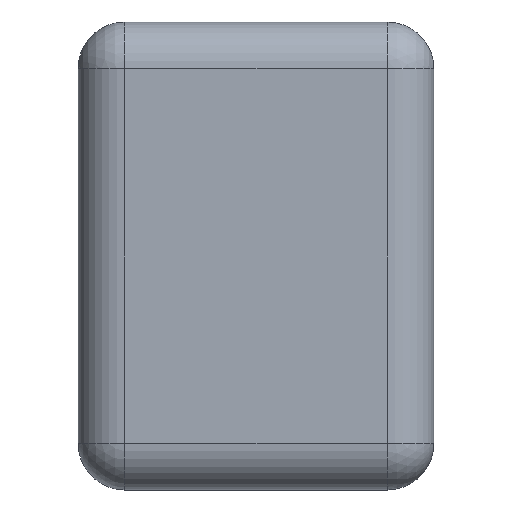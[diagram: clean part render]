
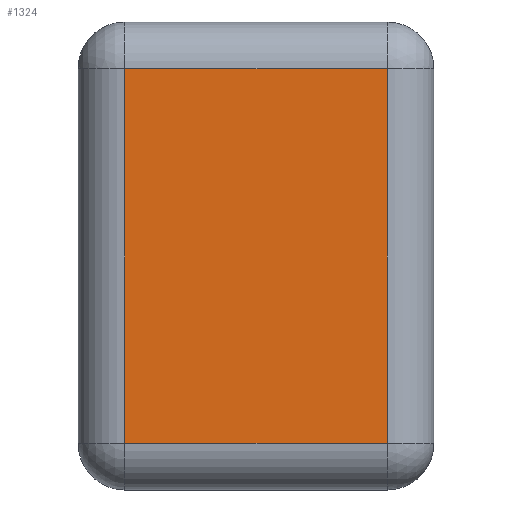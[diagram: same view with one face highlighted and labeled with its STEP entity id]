
A CAD part, left-side view. The second image highlights one B-rep face of the part: STEP entity #1324.
In plain terms, the highlighted planar face has unit normal (-1, 0, 0).
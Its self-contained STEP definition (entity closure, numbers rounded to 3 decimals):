
#554 = DIRECTION ( 'NONE',  ( 0., 0., 1. ) ) ;
#555 = VECTOR ( 'NONE', #554, 1000. ) ;
#556 = CARTESIAN_POINT ( 'NONE',  ( -0.5, 0.05, 0.25 ) ) ;
#557 = LINE ( 'NONE', #556, #555 ) ;
#559 = CARTESIAN_POINT ( 'NONE',  ( -0.5, 0.05, -0.2 ) ) ;
#590 = CARTESIAN_POINT ( 'NONE',  ( -0.5, 0.38, 0.2 ) ) ;
#591 = LINE ( 'NONE', #590, #655 ) ;
#592 = DIRECTION ( 'NONE',  ( 0., 0., -1. ) ) ;
#593 = DIRECTION ( 'NONE',  ( 1., 0., 0. ) ) ;
#594 = CARTESIAN_POINT ( 'NONE',  ( -0.5, 0.38, 0.25 ) ) ;
#595 = AXIS2_PLACEMENT_3D ( 'NONE', #594, #593, #592 ) ;
#596 = PLANE ( 'NONE',  #595 ) ;
#611 = FACE_OUTER_BOUND ( 'NONE', #1325, .T. ) ;
#643 = DIRECTION ( 'NONE',  ( 0., -1., 0. ) ) ;
#644 = VECTOR ( 'NONE', #643, 1000. ) ;
#645 = CARTESIAN_POINT ( 'NONE',  ( -0.5, 0.38, -0.2 ) ) ;
#646 = LINE ( 'NONE', #645, #644 ) ;
#647 = CARTESIAN_POINT ( 'NONE',  ( -0.5, 0.33, -0.2 ) ) ;
#648 = DIRECTION ( 'NONE',  ( 0., 0., -1. ) ) ;
#649 = VECTOR ( 'NONE', #648, 1000. ) ;
#650 = CARTESIAN_POINT ( 'NONE',  ( -0.5, 0.33, 0.25 ) ) ;
#651 = LINE ( 'NONE', #650, #649 ) ;
#652 = CARTESIAN_POINT ( 'NONE',  ( -0.5, 0.33, 0.2 ) ) ;
#653 = CARTESIAN_POINT ( 'NONE',  ( -0.5, 0.05, 0.2 ) ) ;
#654 = DIRECTION ( 'NONE',  ( 0., 1., 0. ) ) ;
#655 = VECTOR ( 'NONE', #654, 1000. ) ;
#1307 = VERTEX_POINT ( 'NONE', #559 ) ;
#1308 = ORIENTED_EDGE ( 'NONE', *, *, #1309, .T. ) ;
#1309 = EDGE_CURVE ( 'NONE', #1307, #1328, #557, .T. ) ;
#1324 = ADVANCED_FACE ( 'NONE', ( #611 ), #596, .F. ) ;
#1325 = EDGE_LOOP ( 'NONE', ( #1326, #1330, #1333, #1308 ) ) ;
#1326 = ORIENTED_EDGE ( 'NONE', *, *, #1327, .T. ) ;
#1327 = EDGE_CURVE ( 'NONE', #1328, #1329, #591, .T. ) ;
#1328 = VERTEX_POINT ( 'NONE', #653 ) ;
#1329 = VERTEX_POINT ( 'NONE', #652 ) ;
#1330 = ORIENTED_EDGE ( 'NONE', *, *, #1331, .T. ) ;
#1331 = EDGE_CURVE ( 'NONE', #1329, #1332, #651, .T. ) ;
#1332 = VERTEX_POINT ( 'NONE', #647 ) ;
#1333 = ORIENTED_EDGE ( 'NONE', *, *, #1334, .T. ) ;
#1334 = EDGE_CURVE ( 'NONE', #1332, #1307, #646, .T. ) ;
